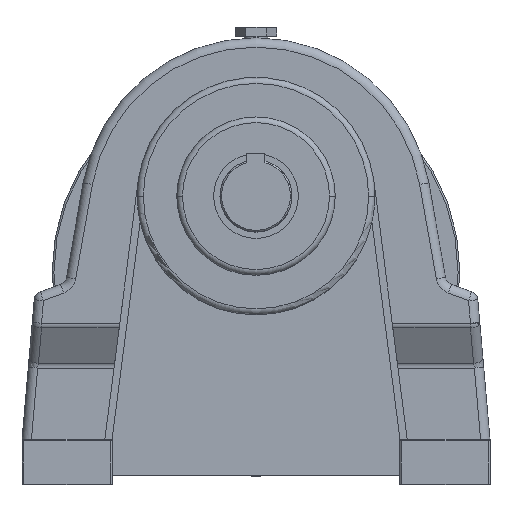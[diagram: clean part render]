
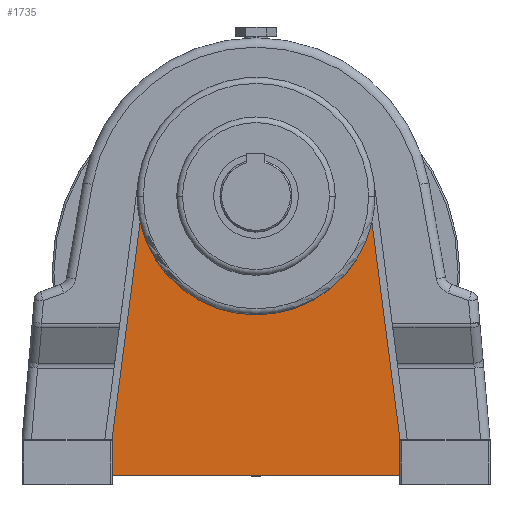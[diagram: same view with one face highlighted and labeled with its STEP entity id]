
A CAD part, top view. The second image highlights one B-rep face of the part: STEP entity #1735.
In plain terms, the highlighted planar face has unit normal (0, 0, 1).
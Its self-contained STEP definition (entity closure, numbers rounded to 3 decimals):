
#40 = CARTESIAN_POINT ( 'NONE',  ( 80., -135., -14.229 ) ) ;
#207 = CARTESIAN_POINT ( 'NONE',  ( 80., -155., -14.229 ) ) ;
#351 = CARTESIAN_POINT ( 'NONE',  ( -64.41, -14.398, -14.229 ) ) ;
#410 = ORIENTED_EDGE ( 'NONE', *, *, #6694, .T. ) ;
#568 = VECTOR ( 'NONE', #2595, 1000. ) ;
#728 = CARTESIAN_POINT ( 'NONE',  ( -64.41, -14.398, -14.229 ) ) ;
#757 = LINE ( 'NONE', #40, #4394 ) ;
#834 = FACE_OUTER_BOUND ( 'NONE', #6491, .T. ) ;
#836 = EDGE_CURVE ( 'NONE', #6480, #2173, #757, .T. ) ;
#847 = EDGE_CURVE ( 'NONE', #6306, #5386, #1466, .T. ) ;
#949 = DIRECTION ( 'NONE',  ( 0., -1., 0. ) ) ;
#1428 = DIRECTION ( 'NONE',  ( -0.128, -0.992, 0. ) ) ;
#1466 = LINE ( 'NONE', #3147, #568 ) ;
#1577 = PLANE ( 'NONE',  #6419 ) ;
#1621 = ORIENTED_EDGE ( 'NONE', *, *, #2140, .T. ) ;
#1735 = ADVANCED_FACE ( 'NONE', ( #834 ), #1577, .T. ) ;
#1776 = ORIENTED_EDGE ( 'NONE', *, *, #3487, .T. ) ;
#1882 = LINE ( 'NONE', #207, #6938 ) ;
#2140 = EDGE_CURVE ( 'NONE', #2507, #3886, #5222, .T. ) ;
#2173 = VERTEX_POINT ( 'NONE', #3887 ) ;
#2507 = VERTEX_POINT ( 'NONE', #728 ) ;
#2535 = CARTESIAN_POINT ( 'NONE',  ( 80., -135., -14.229 ) ) ;
#2542 = ORIENTED_EDGE ( 'NONE', *, *, #4972, .T. ) ;
#2586 = DIRECTION ( 'NONE',  ( 0., 1., 0. ) ) ;
#2595 = DIRECTION ( 'NONE',  ( 1., 0., 0. ) ) ;
#2723 = DIRECTION ( 'NONE',  ( 0., 0., 1. ) ) ;
#2745 = CARTESIAN_POINT ( 'NONE',  ( 80., -155., -14.229 ) ) ;
#2749 = CARTESIAN_POINT ( 'NONE',  ( 0., 0., -14.229 ) ) ;
#3147 = CARTESIAN_POINT ( 'NONE',  ( -80., -155., -14.229 ) ) ;
#3487 = EDGE_CURVE ( 'NONE', #5386, #6480, #1882, .T. ) ;
#3886 = VERTEX_POINT ( 'NONE', #5952 ) ;
#3887 = CARTESIAN_POINT ( 'NONE',  ( 64.41, -14.398, -14.229 ) ) ;
#3908 = CARTESIAN_POINT ( 'NONE',  ( -80., -135., -14.229 ) ) ;
#4394 = VECTOR ( 'NONE', #6542, 1000. ) ;
#4534 = VECTOR ( 'NONE', #949, 1000. ) ;
#4666 = VECTOR ( 'NONE', #1428, 1000. ) ;
#4767 = AXIS2_PLACEMENT_3D ( 'NONE', #5079, #6211, #7391 ) ;
#4972 = EDGE_CURVE ( 'NONE', #3886, #6306, #5283, .T. ) ;
#5079 = CARTESIAN_POINT ( 'NONE',  ( 0., 0., -14.229 ) ) ;
#5200 = ORIENTED_EDGE ( 'NONE', *, *, #847, .T. ) ;
#5222 = LINE ( 'NONE', #351, #4666 ) ;
#5283 = LINE ( 'NONE', #3908, #4534 ) ;
#5336 = ORIENTED_EDGE ( 'NONE', *, *, #836, .T. ) ;
#5386 = VERTEX_POINT ( 'NONE', #2745 ) ;
#5417 = CIRCLE ( 'NONE', #4767, 66. ) ;
#5952 = CARTESIAN_POINT ( 'NONE',  ( -80., -135., -14.229 ) ) ;
#6211 = DIRECTION ( 'NONE',  ( 0., 0., -1. ) ) ;
#6306 = VERTEX_POINT ( 'NONE', #6887 ) ;
#6419 = AXIS2_PLACEMENT_3D ( 'NONE', #2749, #2723, #6866 ) ;
#6480 = VERTEX_POINT ( 'NONE', #2535 ) ;
#6491 = EDGE_LOOP ( 'NONE', ( #2542, #5200, #1776, #5336, #410, #1621 ) ) ;
#6542 = DIRECTION ( 'NONE',  ( -0.128, 0.992, 0. ) ) ;
#6694 = EDGE_CURVE ( 'NONE', #2173, #2507, #5417, .T. ) ;
#6866 = DIRECTION ( 'NONE',  ( 1., 0., 0. ) ) ;
#6887 = CARTESIAN_POINT ( 'NONE',  ( -80., -155., -14.229 ) ) ;
#6938 = VECTOR ( 'NONE', #2586, 1000. ) ;
#7391 = DIRECTION ( 'NONE',  ( 1., 0., 0. ) ) ;
